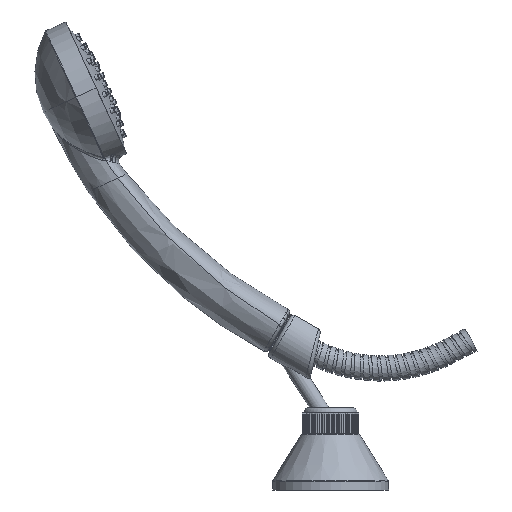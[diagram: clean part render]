
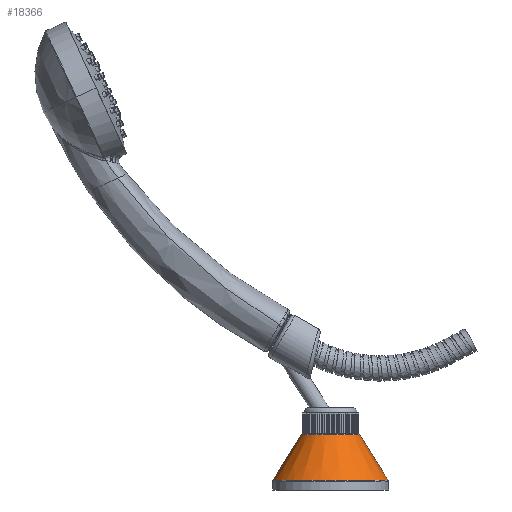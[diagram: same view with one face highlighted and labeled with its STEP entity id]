
A CAD part, left-side view. The second image highlights one B-rep face of the part: STEP entity #18366.
In plain terms, the highlighted conical face has half-angle 32 degrees and reference radius 23.872 mm.
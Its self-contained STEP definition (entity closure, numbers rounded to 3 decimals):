
#4470=CARTESIAN_POINT('',(0.,0.,30.53));
#4471=DIRECTION('',(0.,0.,1.));
#4472=DIRECTION('',(0.,1.,0.));
#4473=AXIS2_PLACEMENT_3D('',#4470,#4471,#4472);
#4889=DIRECTION('',(0.,-0.53,0.848));
#4890=VECTOR('',#4889,29.531);
#4891=CARTESIAN_POINT('',(0.,31.696,5.486));
#4892=LINE('',#4891,#4890);
#4893=DIRECTION('',(0.,-0.53,-0.848));
#4894=VECTOR('',#4893,29.531);
#4895=CARTESIAN_POINT('',(0.,-16.047,30.53));
#4896=LINE('',#4895,#4894);
#4917=CARTESIAN_POINT('',(0.,0.,5.486));
#4918=DIRECTION('',(0.,0.,-1.));
#4919=DIRECTION('',(0.,-1.,0.));
#4920=AXIS2_PLACEMENT_3D('',#4917,#4918,#4919);
#7353=CARTESIAN_POINT('',(0.,16.047,30.53));
#7354=CARTESIAN_POINT('',(0.,-16.047,30.53));
#7355=VERTEX_POINT('',#7353);
#7356=VERTEX_POINT('',#7354);
#7357=CARTESIAN_POINT('',(0.,31.696,5.486));
#7358=CARTESIAN_POINT('',(0.,-31.696,
5.486));
#7359=VERTEX_POINT('',#7357);
#7360=VERTEX_POINT('',#7358);
#18354=CARTESIAN_POINT('',(0.,0.,18.008));
#18355=DIRECTION('',(0.,0.,-1.));
#18356=DIRECTION('',(0.,-1.,0.));
#18357=AXIS2_PLACEMENT_3D('',#18354,#18355,#18356);
#18358=CONICAL_SURFACE('',#18357,23.872,32.);
#18359=ORIENTED_EDGE('',*,*,#18155,.T.);
#18360=ORIENTED_EDGE('',*,*,#18341,.T.);
#18362=ORIENTED_EDGE('',*,*,#18361,.T.);
#18363=ORIENTED_EDGE('',*,*,#18337,.T.);
#18364=EDGE_LOOP('',(#18359,#18360,#18362,#18363));
#18365=FACE_OUTER_BOUND('',#18364,.F.);
#18366=ADVANCED_FACE('',(#18365),#18358,.T.);
#4474=CIRCLE('',#4473,16.047);
#4921=CIRCLE('',#4920,31.696);
#18155=EDGE_CURVE('',#7355,#7356,#4474,.T.);
#18337=EDGE_CURVE('',#7359,#7355,#4892,.T.);
#18341=EDGE_CURVE('',#7356,#7360,#4896,.T.);
#18361=EDGE_CURVE('',#7360,#7359,#4921,.T.);
